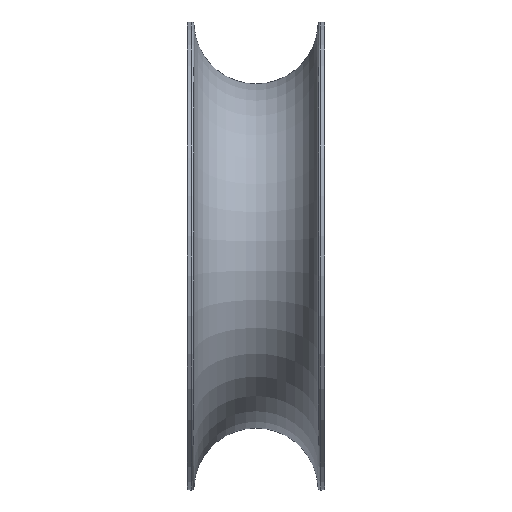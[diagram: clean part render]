
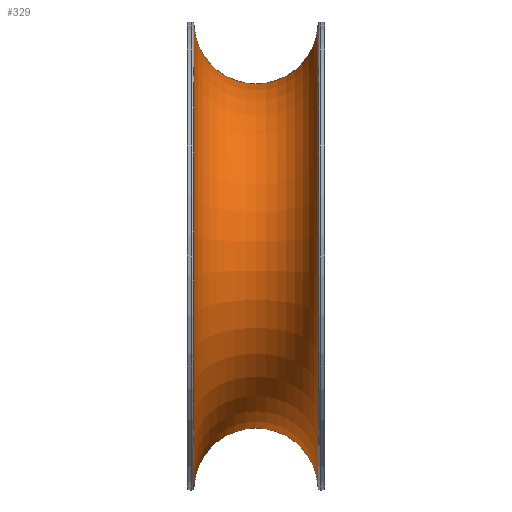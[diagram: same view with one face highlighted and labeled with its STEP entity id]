
A CAD part, front view. The second image highlights one B-rep face of the part: STEP entity #329.
In plain terms, the highlighted toroidal (fillet/blend) face has major radius 8.5 mm and minor radius 2.25 mm.
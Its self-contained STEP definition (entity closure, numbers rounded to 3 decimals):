
#22=CARTESIAN_POINT('',(2.248,0.,0.));
#23=DIRECTION('',(-1.,0.,0.));
#24=DIRECTION('',(0.,0.4,-0.917));
#25=AXIS2_PLACEMENT_3D('',#22,#23,#24);
#27=CARTESIAN_POINT('',(-2.248,0.,0.));
#28=DIRECTION('',(-1.,0.,0.));
#29=DIRECTION('',(0.,0.4,-0.917));
#30=AXIS2_PLACEMENT_3D('',#27,#28,#29);
#32=CARTESIAN_POINT('',(0.,3.4,7.79));
#33=DIRECTION('',(0.,0.917,-0.4));
#34=DIRECTION('',(0.999,-0.017,-0.039));
#35=AXIS2_PLACEMENT_3D('',#32,#33,#34);
#186=CARTESIAN_POINT('',(0.,3.4,-7.79));
#187=DIRECTION('',(0.,-0.917,-0.4));
#188=DIRECTION('',(0.999,-0.017,0.039));
#189=AXIS2_PLACEMENT_3D('',#186,#187,#188);
#245=CARTESIAN_POINT('',(2.248,3.362,-7.703));
#246=VERTEX_POINT('',#245);
#249=CARTESIAN_POINT('',(2.248,3.362,7.703));
#250=VERTEX_POINT('',#249);
#263=CARTESIAN_POINT('',(-2.248,3.362,-7.703));
#264=VERTEX_POINT('',#263);
#267=CARTESIAN_POINT('',(-2.248,3.362,7.703));
#268=VERTEX_POINT('',#267);
#315=CARTESIAN_POINT('',(0.,0.,0.));
#316=DIRECTION('',(1.,0.,0.));
#317=DIRECTION('',(0.,-0.4,-0.917));
#318=AXIS2_PLACEMENT_3D('',#315,#316,#317);
#319=TOROIDAL_SURFACE('',#318,8.5,2.25);
#321=ORIENTED_EDGE('',*,*,#320,.F.);
#323=ORIENTED_EDGE('',*,*,#322,.T.);
#325=ORIENTED_EDGE('',*,*,#324,.T.);
#326=ORIENTED_EDGE('',*,*,#306,.F.);
#327=EDGE_LOOP('',(#321,#323,#325,#326));
#328=FACE_OUTER_BOUND('',#327,.F.);
#329=ADVANCED_FACE('',(#328),#319,.F.);
#26=CIRCLE('',#25,8.404);
#31=CIRCLE('',#30,8.404);
#36=CIRCLE('',#35,2.25);
#190=CIRCLE('',#189,2.25);
#306=EDGE_CURVE('',#250,#268,#36,.T.);
#320=EDGE_CURVE('',#246,#250,#26,.T.);
#322=EDGE_CURVE('',#246,#264,#190,.T.);
#324=EDGE_CURVE('',#264,#268,#31,.T.);
